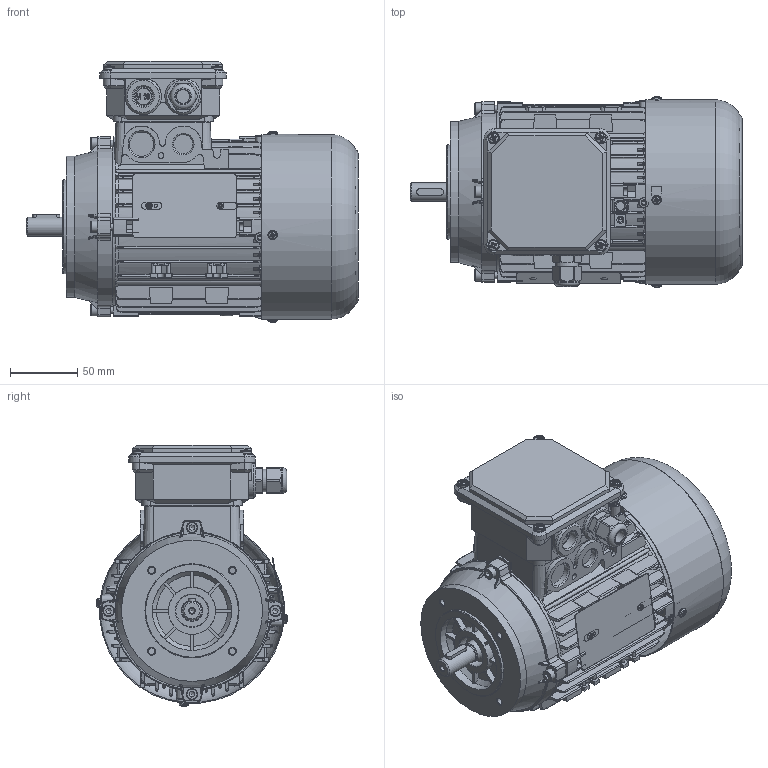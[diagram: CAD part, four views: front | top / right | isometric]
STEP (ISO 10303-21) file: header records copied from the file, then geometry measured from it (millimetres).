
FILE_DESCRIPTION((''),'2;1');
FILE_NAME('JS071-B14.stp','2014-07-30T17:02:43',('WRKS_ELPROM'),(''),'Autodesk Inventor 2011','Autodesk Inventor 2011','');
FILE_SCHEMA(('AUTOMOTIVE_DESIGN { 1 0 10303 214 1 1 1 1 }'));
Length unit declared in the file: millimetre
Products named in the file (25): JS071-B14; JS071-BASE cassa B5; Scudo Mec 71 lavorato; Cassa Mec 71-B5 lavorata; 1009250; ANELLO_1009250; PNA071XBC0000; Albero; Albero_1; MEC 71_4F STD; 1021850; PNX0560712AP_1M16; GUARNIZIONE SUPERIORE IP65 56_71 NPF GUA00002; GUARNIZIONE INFERIORE IP44 56_71 NPF GUA00011; Coperchio Copr 56 71 All 2 Comp CEG; Copribasetta 2 Comp 56-71  M 16 All CEG; Pressacavo M16 x 1.5; VITE M4 x 12 TC CROCE UNI 7687-oa2; DIN 6885 A A 5 x 5 x 20; ISO 7045 Z M3,5 x 8 - 4.8 - Z; PNTARGAGEM; 1026030; DIN EN ISO 4762 M5 x 20; Flangia Mec 71-B14 lavorata
Assembly tree (39 placements, depth 5):
  JS071-B14
    JS071-BASE cassa B5
      Scudo Mec 71 lavorato
      Cassa Mec 71-B5 lavorata
      1009250
        1009250
        ANELLO_1009250
      PNA071XBC0000
        Albero
          Albero_1
      MEC 71_4F STD
      1021850  x2
      PNX0560712AP_1M16
        GUARNIZIONE SUPERIORE IP65 56_71 NPF GUA00002
        GUARNIZIONE INFERIORE IP44 56_71 NPF GUA00011
        Coperchio Copr 56 71 All 2 Comp CEG
        Copribasetta 2 Comp 56-71  M 16 All CEG
        Pressacavo M16 x 1.5
        VITE M4 x 12 TC CROCE UNI 7687-oa2  x4
      DIN 6885 A A 5 x 5 x 20
      ISO 7045 Z M3,5 x 8 - 4.8 - Z  x4
      PNTARGAGEM
      1026030  x2
      DIN EN ISO 4762 M5 x 20  x4
    Flangia Mec 71-B14 lavorata
    DIN EN ISO 4762 M5 x 20  x4
Bounding box: 247 x 142.39 x 194.19 mm (x, y, z)
Volume: 595492.7 mm3; surface area: 481120.1 mm2
Topology: 34 solids, 40 shells, 3934 faces, 10531 edges, 6709 vertices
Faces by surface type: plane 1698, cylinder 869, cone 555, torus 483, bspline 289, sphere 40
Full cylindrical faces by diameter (mm): 1.5 x3, 2.5 x6, 3 x8, 3.175 x4, 3.2 x4, 3.3 x10, 3.5 x4, 3.8 x4, 4 x5, 4.134 x1, 4.3 x3, 4.5 x4, 4.6 x8, 4.917 x4, 5 x22, 5.3 x4, 5.5 x4, 6 x4, 6.6 x1, 8 x5, 8.5 x8, 10 x1, 11 x1, 13.6 x1, 14 x3, 14.05 x2, 14.376 x1, 14.5 x2, 14.6 x2, 14.99 x2
Entity records: 124043 total; most frequent: CARTESIAN_POINT 39398, ORIENTED_EDGE 17784, DIRECTION 15745, EDGE_CURVE 8892, AXIS2_PLACEMENT_3D 5937, VERTEX_POINT 5890, EDGE_LOOP 4030, VECTOR 3871
